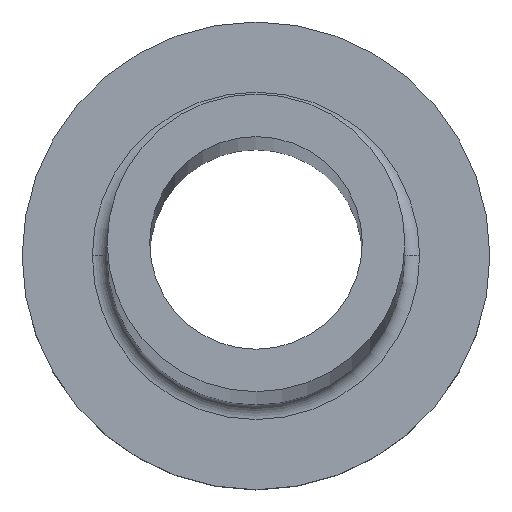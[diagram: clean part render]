
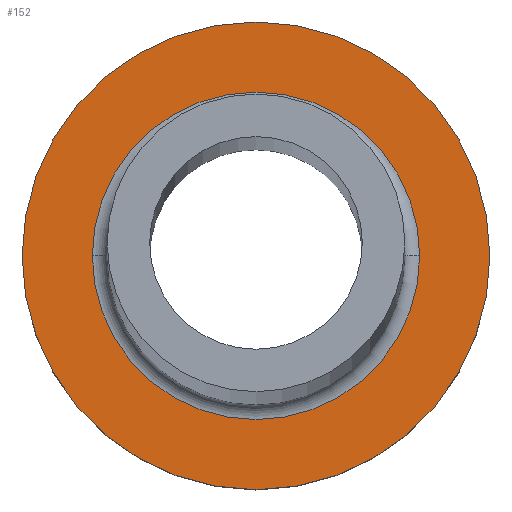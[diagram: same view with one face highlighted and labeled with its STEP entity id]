
A CAD part, top view. The second image highlights one B-rep face of the part: STEP entity #152.
In plain terms, the highlighted planar face has unit normal (0, 0, 1).
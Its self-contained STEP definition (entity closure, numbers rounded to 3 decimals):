
#31 = FACE_BOUND ( 'NONE', #41, .T. ) ;
#33 = FACE_OUTER_BOUND ( 'NONE', #225, .T. ) ;
#34 = CARTESIAN_POINT ( 'NONE',  ( 0., 0., 7. ) ) ;
#36 = PLANE ( 'NONE',  #71 ) ;
#37 = CARTESIAN_POINT ( 'NONE',  ( 7.7, 0., 7. ) ) ;
#41 = EDGE_LOOP ( 'NONE', ( #249, #196 ) ) ;
#47 = CARTESIAN_POINT ( 'NONE',  ( 0., 0., 7. ) ) ;
#71 = AXIS2_PLACEMENT_3D ( 'NONE', #34, #146, #232 ) ;
#85 = VERTEX_POINT ( 'NONE', #37 ) ;
#99 = DIRECTION ( 'NONE',  ( 0., 0., -1. ) ) ;
#107 = AXIS2_PLACEMENT_3D ( 'NONE', #231, #357, #328 ) ;
#108 = AXIS2_PLACEMENT_3D ( 'NONE', #211, #238, #269 ) ;
#112 = EDGE_CURVE ( 'NONE', #140, #85, #289, .T. ) ;
#122 = AXIS2_PLACEMENT_3D ( 'NONE', #47, #99, #215 ) ;
#133 = CIRCLE ( 'NONE', #122, 7.7 ) ;
#134 = CARTESIAN_POINT ( 'NONE',  ( -11., 0., 7. ) ) ;
#140 = VERTEX_POINT ( 'NONE', #151 ) ;
#143 = ORIENTED_EDGE ( 'NONE', *, *, #261, .T. ) ;
#146 = DIRECTION ( 'NONE',  ( 0., 0., 1. ) ) ;
#151 = CARTESIAN_POINT ( 'NONE',  ( -7.7, 0., 7. ) ) ;
#152 = ADVANCED_FACE ( 'NONE', ( #31, #33 ), #36, .T. ) ;
#196 = ORIENTED_EDGE ( 'NONE', *, *, #112, .T. ) ;
#211 = CARTESIAN_POINT ( 'NONE',  ( 0., 0., 7. ) ) ;
#215 = DIRECTION ( 'NONE',  ( 1., 0., 0. ) ) ;
#216 = CARTESIAN_POINT ( 'NONE',  ( 0., 0., 7. ) ) ;
#219 = EDGE_CURVE ( 'NONE', #288, #381, #281, .T. ) ;
#225 = EDGE_LOOP ( 'NONE', ( #143, #351 ) ) ;
#231 = CARTESIAN_POINT ( 'NONE',  ( 0., 0., 7. ) ) ;
#232 = DIRECTION ( 'NONE',  ( 1., 0., 0. ) ) ;
#234 = CIRCLE ( 'NONE', #327, 11. ) ;
#238 = DIRECTION ( 'NONE',  ( 0., 0., 1. ) ) ;
#241 = DIRECTION ( 'NONE',  ( 0., 0., 1. ) ) ;
#242 = CARTESIAN_POINT ( 'NONE',  ( 11., 0., 7. ) ) ;
#249 = ORIENTED_EDGE ( 'NONE', *, *, #277, .T. ) ;
#261 = EDGE_CURVE ( 'NONE', #381, #288, #234, .T. ) ;
#269 = DIRECTION ( 'NONE',  ( 1., 0., 0. ) ) ;
#271 = DIRECTION ( 'NONE',  ( 1., 0., 0. ) ) ;
#277 = EDGE_CURVE ( 'NONE', #85, #140, #133, .T. ) ;
#281 = CIRCLE ( 'NONE', #108, 11. ) ;
#288 = VERTEX_POINT ( 'NONE', #242 ) ;
#289 = CIRCLE ( 'NONE', #107, 7.7 ) ;
#327 = AXIS2_PLACEMENT_3D ( 'NONE', #216, #241, #271 ) ;
#328 = DIRECTION ( 'NONE',  ( 1., 0., 0. ) ) ;
#351 = ORIENTED_EDGE ( 'NONE', *, *, #219, .T. ) ;
#357 = DIRECTION ( 'NONE',  ( 0., 0., -1. ) ) ;
#381 = VERTEX_POINT ( 'NONE', #134 ) ;
